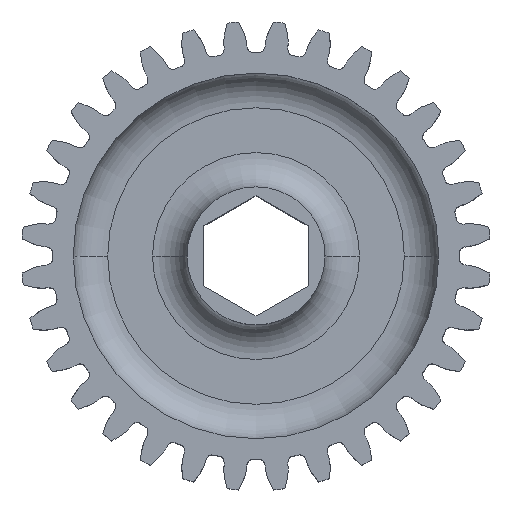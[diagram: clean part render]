
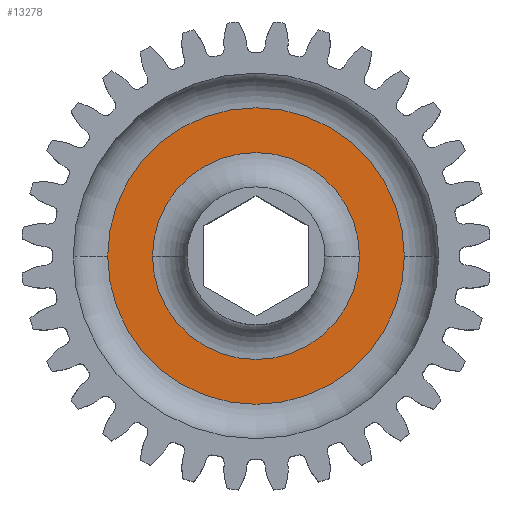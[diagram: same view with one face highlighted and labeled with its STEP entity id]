
A CAD part, top view. The second image highlights one B-rep face of the part: STEP entity #13278.
In plain terms, the highlighted planar face has unit normal (0, 0, 1).
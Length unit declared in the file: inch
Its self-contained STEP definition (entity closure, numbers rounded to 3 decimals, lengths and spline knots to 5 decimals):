
#237 = CARTESIAN_POINT ( 'NONE',  ( -0.5375, 0., -0.0975 ) ) ;
#476 = AXIS2_PLACEMENT_3D ( 'NONE', #4229, #11534, #838 ) ;
#687 = AXIS2_PLACEMENT_3D ( 'NONE', #10054, #12162, #1201 ) ;
#838 = DIRECTION ( 'NONE',  ( 1., 0., 0. ) ) ;
#1127 = CIRCLE ( 'NONE', #6758, 0.375 ) ;
#1201 = DIRECTION ( 'NONE',  ( 1., 0., 0. ) ) ;
#1981 = EDGE_CURVE ( 'NONE', #3984, #7864, #1127, .T. ) ;
#2423 = DIRECTION ( 'NONE',  ( 0., 0., -1. ) ) ;
#2572 = CARTESIAN_POINT ( 'NONE',  ( 0., 0.85, -0.0975 ) ) ;
#3186 = CARTESIAN_POINT ( 'NONE',  ( 0., 0., -0.0975 ) ) ;
#3259 = DIRECTION ( 'NONE',  ( 1., 0., 0. ) ) ;
#3629 = FACE_BOUND ( 'NONE', #9672, .T. ) ;
#3984 = VERTEX_POINT ( 'NONE', #11516 ) ;
#4078 = CIRCLE ( 'NONE', #7461, 0.375 ) ;
#4229 = CARTESIAN_POINT ( 'NONE',  ( 0., 0., -0.0975 ) ) ;
#4524 = DIRECTION ( 'NONE',  ( 0., 0., -1. ) ) ;
#5954 = EDGE_CURVE ( 'NONE', #9732, #13404, #10570, .T. ) ;
#6075 = DIRECTION ( 'NONE',  ( 1., 0., 0. ) ) ;
#6090 = ORIENTED_EDGE ( 'NONE', *, *, #9654, .T. ) ;
#6105 = CIRCLE ( 'NONE', #476, 0.5375 ) ;
#6507 = ORIENTED_EDGE ( 'NONE', *, *, #10426, .T. ) ;
#6758 = AXIS2_PLACEMENT_3D ( 'NONE', #3186, #4524, #3259 ) ;
#7461 = AXIS2_PLACEMENT_3D ( 'NONE', #8975, #2423, #8770 ) ;
#7777 = CARTESIAN_POINT ( 'NONE',  ( 0.375, 0., -0.0975 ) ) ;
#7864 = VERTEX_POINT ( 'NONE', #7777 ) ;
#7928 = FACE_OUTER_BOUND ( 'NONE', #8637, .T. ) ;
#8637 = EDGE_LOOP ( 'NONE', ( #6507, #12423 ) ) ;
#8770 = DIRECTION ( 'NONE',  ( 1., 0., 0. ) ) ;
#8831 = AXIS2_PLACEMENT_3D ( 'NONE', #2572, #12473, #6075 ) ;
#8975 = CARTESIAN_POINT ( 'NONE',  ( 0., 0., -0.0975 ) ) ;
#9322 = CARTESIAN_POINT ( 'NONE',  ( 0.5375, 0., -0.0975 ) ) ;
#9654 = EDGE_CURVE ( 'NONE', #7864, #3984, #4078, .T. ) ;
#9672 = EDGE_LOOP ( 'NONE', ( #6090, #11219 ) ) ;
#9732 = VERTEX_POINT ( 'NONE', #237 ) ;
#10054 = CARTESIAN_POINT ( 'NONE',  ( 0., 0., -0.0975 ) ) ;
#10426 = EDGE_CURVE ( 'NONE', #13404, #9732, #6105, .T. ) ;
#10570 = CIRCLE ( 'NONE', #687, 0.5375 ) ;
#11219 = ORIENTED_EDGE ( 'NONE', *, *, #1981, .T. ) ;
#11516 = CARTESIAN_POINT ( 'NONE',  ( -0.375, 0., -0.0975 ) ) ;
#11534 = DIRECTION ( 'NONE',  ( 0., 0., 1. ) ) ;
#12162 = DIRECTION ( 'NONE',  ( 0., 0., 1. ) ) ;
#12205 = PLANE ( 'NONE',  #8831 ) ;
#12423 = ORIENTED_EDGE ( 'NONE', *, *, #5954, .T. ) ;
#12473 = DIRECTION ( 'NONE',  ( 0., 0., 1. ) ) ;
#13278 = ADVANCED_FACE ( 'NONE', ( #3629, #7928 ), #12205, .T. ) ;
#13404 = VERTEX_POINT ( 'NONE', #9322 ) ;
